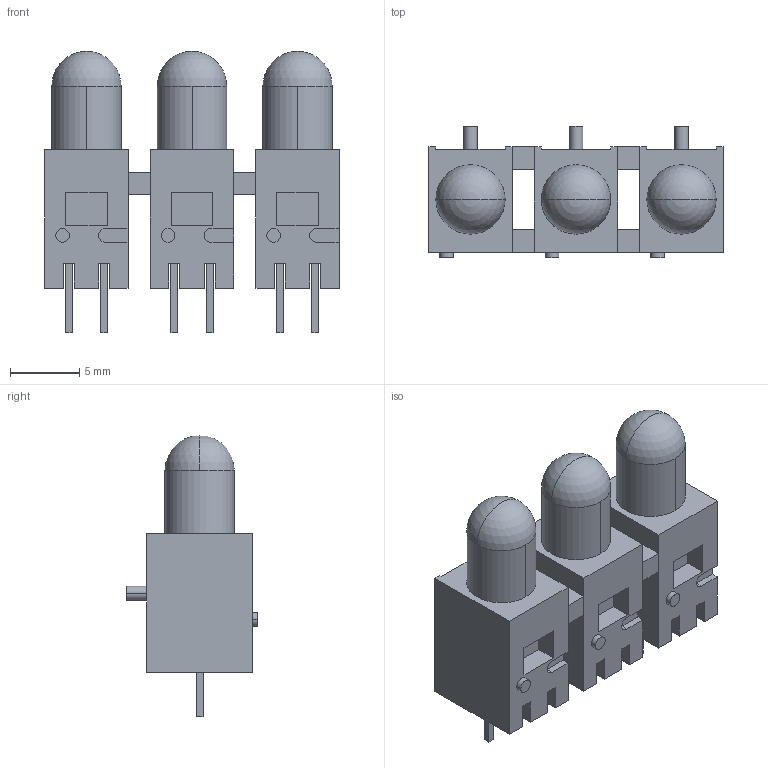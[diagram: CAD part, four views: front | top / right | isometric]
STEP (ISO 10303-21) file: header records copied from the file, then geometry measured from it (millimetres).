
FILE_DESCRIPTION((''),'2;1');
FILE_NAME('LED_MENTOR_2633.1180_a.stp','2012-11-28T11:47:15',(''),(''),'Mechanical Desktop 2011','Mechanical Desktop 2011',', , ');
FILE_SCHEMA(('AUTOMOTIVE_DESIGN { 1 2 10303 214 1 1 1 1 }'));
Length unit declared in the file: millimetre
Products named in the file (1): Product
Bounding box: 21.24 x 9.52 x 20.3 mm (x, y, z)
Volume: 1568.4 mm3; surface area: 2153.3 mm2
Topology: 22 solids, 22 shells, 210 faces, 498 edges, 329 vertices
Faces by surface type: bspline 93, plane 90, cylinder 21, sphere 6
Entity records: 5972 total; most frequent: CARTESIAN_POINT 1311, ORIENTED_EDGE 984, DIRECTION 782, EDGE_CURVE 492, VECTOR 438, LINE 438, VERTEX_POINT 329, EDGE_LOOP 213
